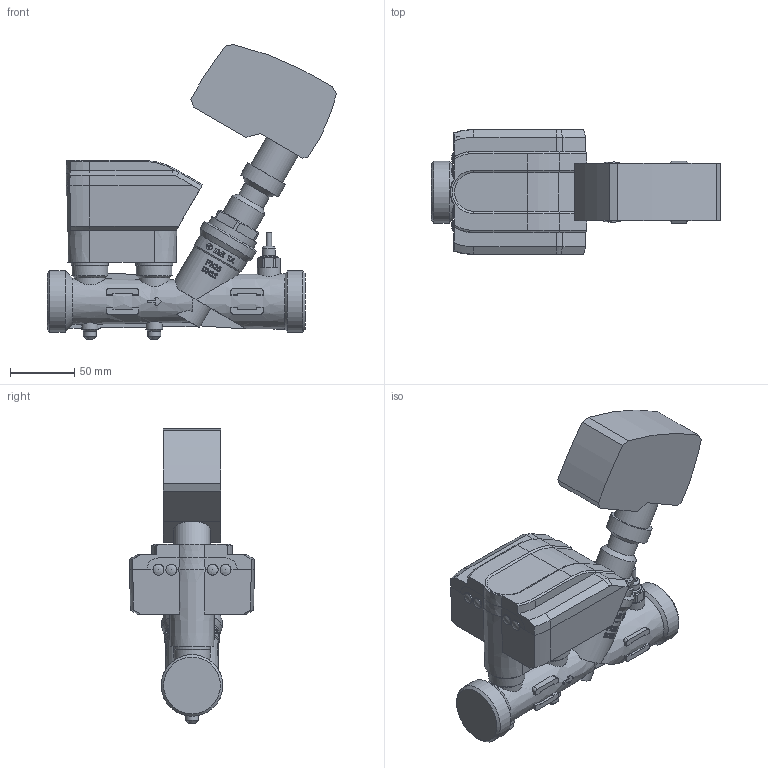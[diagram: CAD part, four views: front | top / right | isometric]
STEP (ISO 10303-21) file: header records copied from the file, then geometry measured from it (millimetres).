
FILE_DESCRIPTION(/* description */ ('Unknown'),/* implementation_level */ '2;1');
FILE_NAME(/* name */ '52 164-532 TA-Smart DN32',/* time_stamp */ '2021-03-24T13:18:21+01:00',/* author */ ('Unknown'),/* organization */ ('Unknown'),/* preprocessor_version */ 'ST-DEVELOPER v16.7',/* originating_system */ 'Solid Edge',/* authorisation */ 'Unknown');
FILE_SCHEMA (('AUTOMOTIVE_DESIGN {1 0 10303 214 3 1 1}'));
Length unit declared in the file: millimetre
Products named in the file (1): 52 164-532 TA-Smart DN32
Bounding box: 224.23 x 97 x 228.89 mm (x, y, z)
Volume: 47.8 mm3; surface area: 113117.7 mm2
Topology: 1 solids, 2 shells, 506 faces, 1318 edges, 865 vertices
Faces by surface type: plane 262, cylinder 124, cone 71, bspline 44, sphere 4, torus 1
Full cylindrical faces by diameter (mm): 4.1 x1, 4.8 x2, 10 x3, 12.7 x1, 13 x2, 18 x1, 22 x1, 28 x2, 28.5 x3, 29 x1, 34 x1, 40.2 x1, 40.8 x1, 42 x1, 46.7 x1, 47.803 x2
Entity records: 21426 total; most frequent: CARTESIAN_POINT 7012, ORIENTED_EDGE 2444, DIRECTION 2160, EDGE_CURVE 1222, VERTEX_POINT 828, AXIS2_PLACEMENT_3D 781, FACE_BOUND 616, EDGE_LOOP 614
